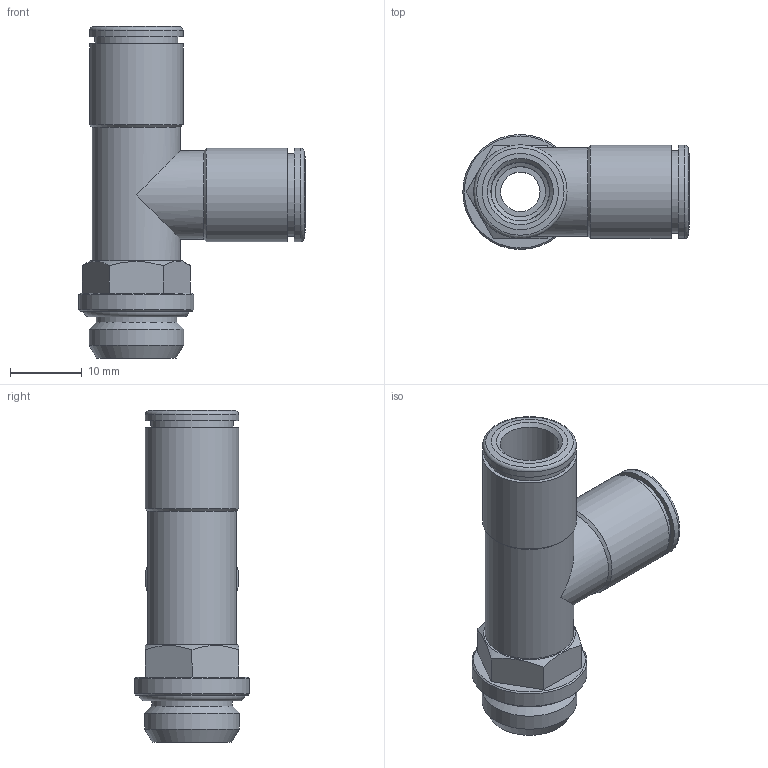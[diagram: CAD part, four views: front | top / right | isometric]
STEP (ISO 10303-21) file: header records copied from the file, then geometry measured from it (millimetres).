
FILE_DESCRIPTION(/* description */ (''),/* implementation_level */ '2;1');
FILE_NAME(/* name */ 'V202106_IPSO_021_8_G14_19.04.16',/* time_stamp */ '2016-04-19T12:26:20+02:00',/* author */ (''),/* organization */ ('sopra-pneumatic'),/* preprocessor_version */ 'ST-DEVELOPER v14',/* originating_system */ 'HiCAD 2013 1802.4 Build 509',/* authorisation */ '');
FILE_SCHEMA (('AUTOMOTIVE_DESIGN { 1 0 10303 214 1 1 1 1 }'));
Length unit declared in the file: millimetre
Products named in the file (6): Root; OR 11.11X1.78; 214603-N2_GEW._1-8_1-4; DR8-1_NEU; R202105-I1-N2
Assembly tree (5 placements, depth 2):
  Root
    OR 11.11X1.78
    214603-N2_GEW._1-8_1-4
    DR8-1_NEU
    DR8-1_NEU
    R202105-I1-N2
Bounding box: 31.5 x 16 x 46.2 mm (x, y, z)
Volume: 4683.5 mm3; surface area: 6548.6 mm2
Topology: 5 solids, 5 shells, 87 faces, 181 edges, 110 vertices
Faces by surface type: cone 29, cylinder 29, plane 24, torus 5
Full cylindrical faces by diameter (mm): 5.5 x1, 7 x2, 8.1 x2, 8.2 x2, 8.5 x1, 9 x2, 10.1 x3, 11 x2, 11.2 x1, 11.5 x2, 11.6 x2, 12.3 x2, 13 x4, 13.157 x1, 16 x1
Entity records: 3315 total; most frequent: CARTESIAN_POINT 473, DIRECTION 382, PRESENTATION_STYLE_ASSIGNMENT 227, OVER_RIDING_STYLED_ITEM 222, COLOUR_RGB 209, DRAUGHTING_PRE_DEFINED_CURVE_FONT 206, CURVE_STYLE 206, ORIENTED_EDGE 206
